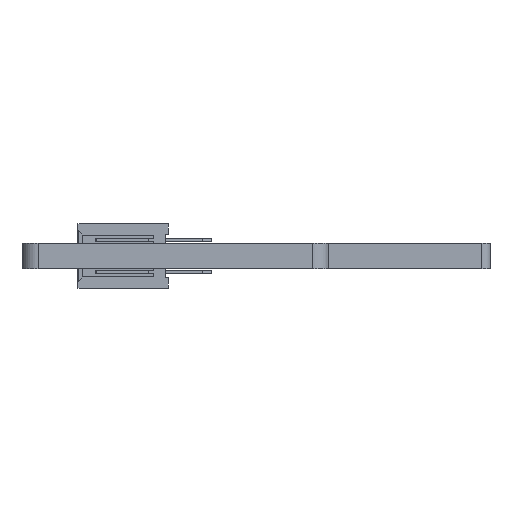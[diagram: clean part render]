
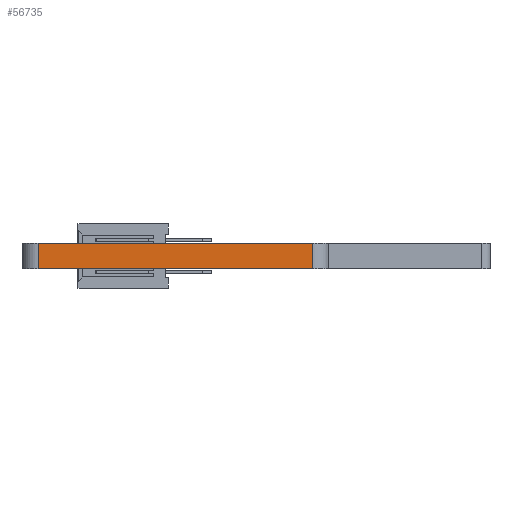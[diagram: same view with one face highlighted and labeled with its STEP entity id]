
A CAD part, left-side view. The second image highlights one B-rep face of the part: STEP entity #56735.
In plain terms, the highlighted planar face has unit normal (-1, 0, 0).
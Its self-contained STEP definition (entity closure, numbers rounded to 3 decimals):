
#51640 = PLANE('',#51641);
#51641 = AXIS2_PLACEMENT_3D('',#51642,#51643,#51644);
#51642 = CARTESIAN_POINT('',(0.,-4.24,1.6));
#51643 = DIRECTION('',(0.,0.,1.));
#51644 = DIRECTION('',(1.,0.,-0.));
#51695 = PLANE('',#51696);
#51696 = AXIS2_PLACEMENT_3D('',#51697,#51698,#51699);
#51697 = CARTESIAN_POINT('',(0.,-4.24,0.));
#51698 = DIRECTION('',(0.,0.,1.));
#51699 = DIRECTION('',(1.,0.,-0.));
#53122 = VERTEX_POINT('',#53123);
#53123 = CARTESIAN_POINT('',(-94.7,6.57,0.));
#53138 = CYLINDRICAL_SURFACE('',#53139,1.);
#53139 = AXIS2_PLACEMENT_3D('',#53140,#53141,#53142);
#53140 = CARTESIAN_POINT('',(-93.7,6.57,0.));
#53141 = DIRECTION('',(-0.,-0.,-1.));
#53142 = DIRECTION('',(1.,0.,-0.));
#53150 = EDGE_CURVE('',#53122,#53151,#53153,.T.);
#53151 = VERTEX_POINT('',#53152);
#53152 = CARTESIAN_POINT('',(-94.7,-10.43,0.));
#53153 = SURFACE_CURVE('',#53154,(#53158,#53165),.PCURVE_S1.);
#53154 = LINE('',#53155,#53156);
#53155 = CARTESIAN_POINT('',(-94.7,6.57,0.));
#53156 = VECTOR('',#53157,1.);
#53157 = DIRECTION('',(0.,-1.,0.));
#53158 = PCURVE('',#51695,#53159);
#53159 = DEFINITIONAL_REPRESENTATION('',(#53160),#53164);
#53160 = LINE('',#53161,#53162);
#53161 = CARTESIAN_POINT('',(-94.7,10.81));
#53162 = VECTOR('',#53163,1.);
#53163 = DIRECTION('',(0.,-1.));
#53164 = ( GEOMETRIC_REPRESENTATION_CONTEXT(2) 
PARAMETRIC_REPRESENTATION_CONTEXT() REPRESENTATION_CONTEXT('2D SPACE',''
  ) );
#53165 = PCURVE('',#53166,#53171);
#53166 = PLANE('',#53167);
#53167 = AXIS2_PLACEMENT_3D('',#53168,#53169,#53170);
#53168 = CARTESIAN_POINT('',(-94.7,6.57,0.));
#53169 = DIRECTION('',(1.,0.,-0.));
#53170 = DIRECTION('',(0.,-1.,0.));
#53171 = DEFINITIONAL_REPRESENTATION('',(#53172),#53176);
#53172 = LINE('',#53173,#53174);
#53173 = CARTESIAN_POINT('',(0.,0.));
#53174 = VECTOR('',#53175,1.);
#53175 = DIRECTION('',(1.,0.));
#53176 = ( GEOMETRIC_REPRESENTATION_CONTEXT(2) 
PARAMETRIC_REPRESENTATION_CONTEXT() REPRESENTATION_CONTEXT('2D SPACE',''
  ) );
#53195 = CYLINDRICAL_SURFACE('',#53196,1.);
#53196 = AXIS2_PLACEMENT_3D('',#53197,#53198,#53199);
#53197 = CARTESIAN_POINT('',(-93.7,-10.43,0.));
#53198 = DIRECTION('',(-0.,-0.,-1.));
#53199 = DIRECTION('',(1.,0.,-0.));
#55445 = VERTEX_POINT('',#55446);
#55446 = CARTESIAN_POINT('',(-94.7,6.57,1.6));
#55468 = EDGE_CURVE('',#55445,#55469,#55471,.T.);
#55469 = VERTEX_POINT('',#55470);
#55470 = CARTESIAN_POINT('',(-94.7,-10.43,1.6));
#55471 = SURFACE_CURVE('',#55472,(#55476,#55483),.PCURVE_S1.);
#55472 = LINE('',#55473,#55474);
#55473 = CARTESIAN_POINT('',(-94.7,6.57,1.6));
#55474 = VECTOR('',#55475,1.);
#55475 = DIRECTION('',(0.,-1.,0.));
#55476 = PCURVE('',#51640,#55477);
#55477 = DEFINITIONAL_REPRESENTATION('',(#55478),#55482);
#55478 = LINE('',#55479,#55480);
#55479 = CARTESIAN_POINT('',(-94.7,10.81));
#55480 = VECTOR('',#55481,1.);
#55481 = DIRECTION('',(0.,-1.));
#55482 = ( GEOMETRIC_REPRESENTATION_CONTEXT(2) 
PARAMETRIC_REPRESENTATION_CONTEXT() REPRESENTATION_CONTEXT('2D SPACE',''
  ) );
#55483 = PCURVE('',#53166,#55484);
#55484 = DEFINITIONAL_REPRESENTATION('',(#55485),#55489);
#55485 = LINE('',#55486,#55487);
#55486 = CARTESIAN_POINT('',(0.,-1.6));
#55487 = VECTOR('',#55488,1.);
#55488 = DIRECTION('',(1.,0.));
#55489 = ( GEOMETRIC_REPRESENTATION_CONTEXT(2) 
PARAMETRIC_REPRESENTATION_CONTEXT() REPRESENTATION_CONTEXT('2D SPACE',''
  ) );
#56685 = EDGE_CURVE('',#53151,#55469,#56686,.T.);
#56686 = SURFACE_CURVE('',#56687,(#56691,#56698),.PCURVE_S1.);
#56687 = LINE('',#56688,#56689);
#56688 = CARTESIAN_POINT('',(-94.7,-10.43,0.));
#56689 = VECTOR('',#56690,1.);
#56690 = DIRECTION('',(0.,0.,1.));
#56691 = PCURVE('',#53195,#56692);
#56692 = DEFINITIONAL_REPRESENTATION('',(#56693),#56697);
#56693 = LINE('',#56694,#56695);
#56694 = CARTESIAN_POINT('',(-3.142,0.));
#56695 = VECTOR('',#56696,1.);
#56696 = DIRECTION('',(-0.,-1.));
#56697 = ( GEOMETRIC_REPRESENTATION_CONTEXT(2) 
PARAMETRIC_REPRESENTATION_CONTEXT() REPRESENTATION_CONTEXT('2D SPACE',''
  ) );
#56698 = PCURVE('',#53166,#56699);
#56699 = DEFINITIONAL_REPRESENTATION('',(#56700),#56704);
#56700 = LINE('',#56701,#56702);
#56701 = CARTESIAN_POINT('',(17.,0.));
#56702 = VECTOR('',#56703,1.);
#56703 = DIRECTION('',(0.,-1.));
#56704 = ( GEOMETRIC_REPRESENTATION_CONTEXT(2) 
PARAMETRIC_REPRESENTATION_CONTEXT() REPRESENTATION_CONTEXT('2D SPACE',''
  ) );
#56735 = ADVANCED_FACE('',(#56736),#53166,.F.);
#56736 = FACE_BOUND('',#56737,.F.);
#56737 = EDGE_LOOP('',(#56738,#56759,#56760,#56761));
#56738 = ORIENTED_EDGE('',*,*,#56739,.T.);
#56739 = EDGE_CURVE('',#53122,#55445,#56740,.T.);
#56740 = SURFACE_CURVE('',#56741,(#56745,#56752),.PCURVE_S1.);
#56741 = LINE('',#56742,#56743);
#56742 = CARTESIAN_POINT('',(-94.7,6.57,0.));
#56743 = VECTOR('',#56744,1.);
#56744 = DIRECTION('',(0.,0.,1.));
#56745 = PCURVE('',#53166,#56746);
#56746 = DEFINITIONAL_REPRESENTATION('',(#56747),#56751);
#56747 = LINE('',#56748,#56749);
#56748 = CARTESIAN_POINT('',(0.,0.));
#56749 = VECTOR('',#56750,1.);
#56750 = DIRECTION('',(0.,-1.));
#56751 = ( GEOMETRIC_REPRESENTATION_CONTEXT(2) 
PARAMETRIC_REPRESENTATION_CONTEXT() REPRESENTATION_CONTEXT('2D SPACE',''
  ) );
#56752 = PCURVE('',#53138,#56753);
#56753 = DEFINITIONAL_REPRESENTATION('',(#56754),#56758);
#56754 = LINE('',#56755,#56756);
#56755 = CARTESIAN_POINT('',(-3.142,0.));
#56756 = VECTOR('',#56757,1.);
#56757 = DIRECTION('',(-0.,-1.));
#56758 = ( GEOMETRIC_REPRESENTATION_CONTEXT(2) 
PARAMETRIC_REPRESENTATION_CONTEXT() REPRESENTATION_CONTEXT('2D SPACE',''
  ) );
#56759 = ORIENTED_EDGE('',*,*,#55468,.T.);
#56760 = ORIENTED_EDGE('',*,*,#56685,.F.);
#56761 = ORIENTED_EDGE('',*,*,#53150,.F.);
